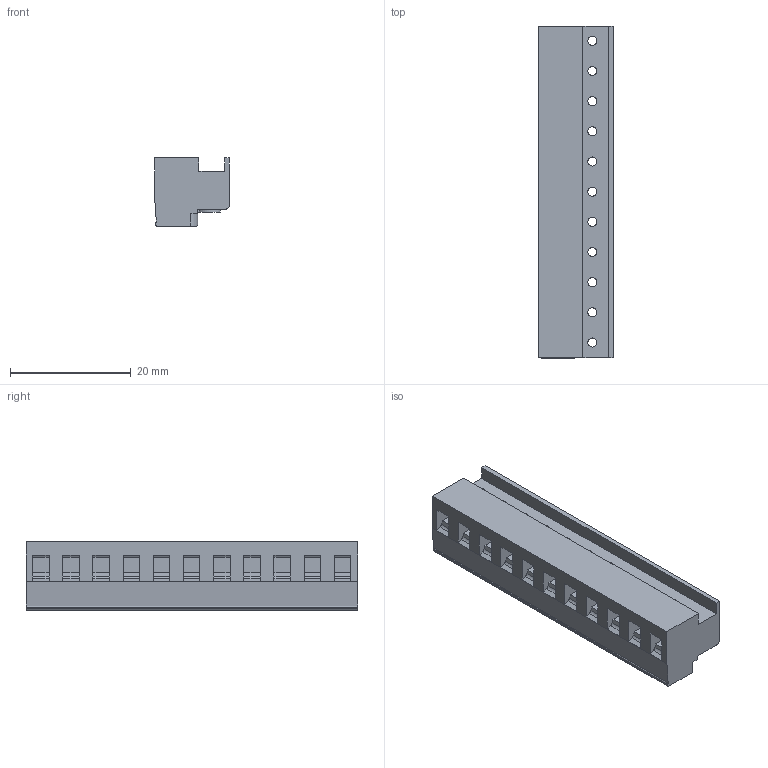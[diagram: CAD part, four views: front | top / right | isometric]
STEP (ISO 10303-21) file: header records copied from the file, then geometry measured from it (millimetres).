
FILE_DESCRIPTION((''),'2;1');
FILE_NAME('TL219T-XXP-XC','2024-11-26T09:13:02',('sheji'),(''),'CREO PARAMETRIC BY PTC INC, 2018100','CREO PARAMETRIC BY PTC INC, 2018100','');
FILE_SCHEMA(('CONFIG_CONTROL_DESIGN'));
Length unit declared in the file: millimetre
Products named in the file (1): TL219T-XXP-XC
Bounding box: 12.4 x 55 x 11.3 mm (x, y, z)
Volume: 5633.8 mm3; surface area: 4231.4 mm2
Topology: 1 solids, 1 shells, 349 faces, 975 edges, 650 vertices
Faces by surface type: plane 225, cylinder 124
Entity records: 11507 total; most frequent: CARTESIAN_POINT 2204, ORIENTED_EDGE 1950, DIRECTION 1921, EDGE_CURVE 975, VECTOR 683, LINE 683, VERTEX_POINT 650, AXIS2_PLACEMENT_3D 619
